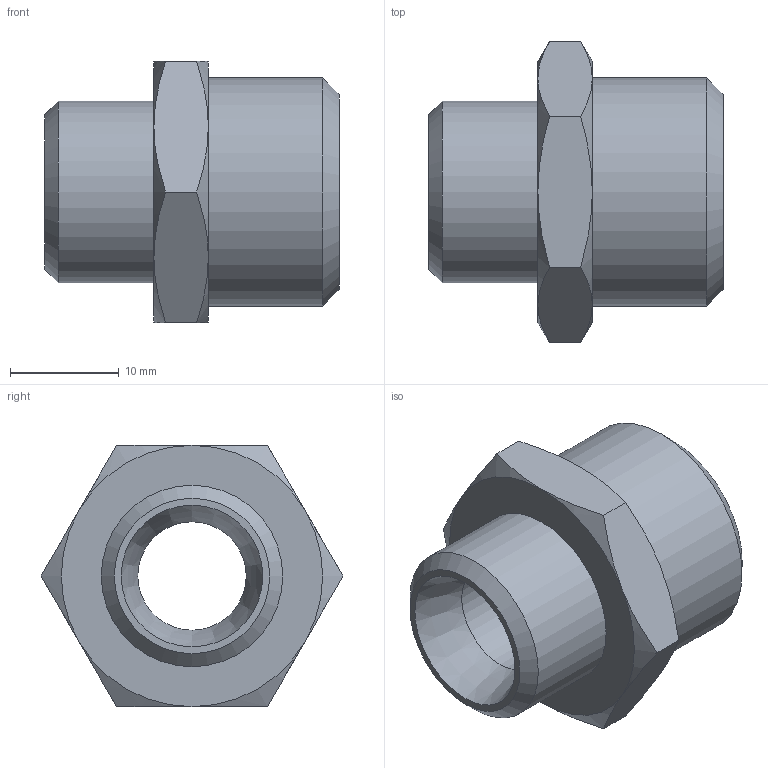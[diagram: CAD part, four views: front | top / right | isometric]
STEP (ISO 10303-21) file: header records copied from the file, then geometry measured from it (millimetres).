
FILE_DESCRIPTION( ( 'STEP AP214' ), '1' );
FILE_NAME( '101243_252.04.stp', '2022-08-31T05:59:38', ( 'License CC BY-ND 4.0' ), ( 'CADENAS' ), ' ', 'PARTsolutions', ' ' );
FILE_SCHEMA( ( 'AUTOMOTIVE_DESIGN { 1 0 10303 214 1 1 1 1 }' ) );
Length unit declared in the file: millimetre
Products named in the file (1): _252.04
Bounding box: 27 x 27.71 x 24 mm (x, y, z)
Volume: 5943.5 mm3; surface area: 3227.6 mm2
Topology: 1 solids, 1 shells, 29 faces, 59 edges, 34 vertices
Faces by surface type: cone 16, plane 10, cylinder 3
Full cylindrical faces by diameter (mm): 9.95 x1, 16.662 x1, 20.955 x1
Entity records: 1060 total; most frequent: CARTESIAN_POINT 260, DIRECTION 110, ORIENTED_EDGE 104, AXIS2_PLACEMENT_3D 52, EDGE_CURVE 52, EDGE_LOOP 40, VERTEX_POINT 34, FACE_OUTER_BOUND 32
